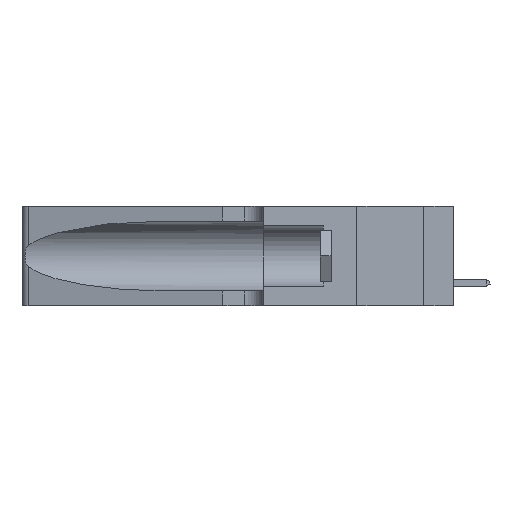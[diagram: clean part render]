
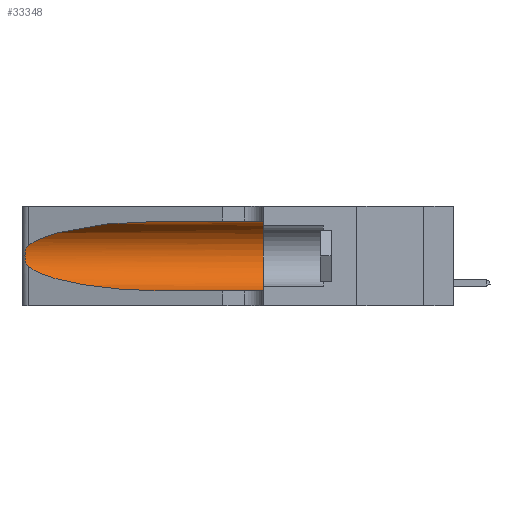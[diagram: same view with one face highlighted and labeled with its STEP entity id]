
A CAD part, left-side view. The second image highlights one B-rep face of the part: STEP entity #33348.
In plain terms, the highlighted cylindrical face has radius 3.308 mm (diameter 6.617 mm), a partial arc.
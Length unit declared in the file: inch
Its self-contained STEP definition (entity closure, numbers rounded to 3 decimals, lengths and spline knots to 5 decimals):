
#867 = EDGE_CURVE ( 'NONE', #11595, #40000, #30113, .T. ) ;
#4142 = ORIENTED_EDGE ( 'NONE', *, *, #10236, .T. ) ;
#4376 = CARTESIAN_POINT ( 'NONE',  ( 0.2373, 1.15595, 0.28018 ) ) ;
#5161 = CARTESIAN_POINT ( 'NONE',  ( 0.1305, 0.72297, 0.05475 ) ) ;
#5896 = VERTEX_POINT ( 'NONE', #40518 ) ;
#6794 = DIRECTION ( 'NONE',  ( 0., -1., 0. ) ) ;
#6969 = FACE_OUTER_BOUND ( 'NONE', #41890, .T. ) ;
#7432 = LINE ( 'NONE', #11198, #16220 ) ;
#7870 = CARTESIAN_POINT ( 'NONE',  ( 0.25487, 1.22718, 0.14631 ) ) ;
#8305 = CARTESIAN_POINT ( 'NONE',  ( 0.1305, 0.72297, 0.31525 ) ) ;
#8411 = CARTESIAN_POINT ( 'NONE',  ( 0.26017, 1.23833, 0.17102 ) ) ;
#8631 = CARTESIAN_POINT ( 'NONE',  ( 0.1305, 0.35, 0.31525 ) ) ;
#9862 = B_SPLINE_CURVE_WITH_KNOTS ( 'NONE', 3,
 ( #12177, #15967, #34864, #35182, #27332, #12658, #27495, #31092, #8411, #38989, #46053, #38659, #16118, #23720 ),
 .UNSPECIFIED., .F., .F.,
 ( 4, 2, 2, 2, 2, 2, 4 ),
 ( 0., 0.00027, 0.00053, 0.00107, 0.0016, 0.00187, 0.00214 ),
 .UNSPECIFIED. ) ;
#10236 = EDGE_CURVE ( 'NONE', #40000, #20105, #46814, .T. ) ;
#11198 = CARTESIAN_POINT ( 'NONE',  ( 0.1305, 1.61858, 0.31525 ) ) ;
#11595 = VERTEX_POINT ( 'NONE', #39155 ) ;
#12177 = CARTESIAN_POINT ( 'NONE',  ( 0.25487, 1.22718, 0.22369 ) ) ;
#12658 = CARTESIAN_POINT ( 'NONE',  ( 0.26018, 1.23835, 0.19895 ) ) ;
#13918 = CARTESIAN_POINT ( 'NONE',  ( 0.1305, 0.72297, 0.31525 ) ) ;
#14599 = ORIENTED_EDGE ( 'NONE', *, *, #46793, .F. ) ;
#15085 = ORIENTED_EDGE ( 'NONE', *, *, #44929, .T. ) ;
#15811 = DIRECTION ( 'NONE',  ( 0., 1., 0. ) ) ;
#15967 = CARTESIAN_POINT ( 'NONE',  ( 0.25555, 1.22994, 0.2215 ) ) ;
#16118 = CARTESIAN_POINT ( 'NONE',  ( 0.25555, 1.22993, 0.14849 ) ) ;
#16128 = DIRECTION ( 'NONE',  ( 0., 0., 1. ) ) ;
#16220 = VECTOR ( 'NONE', #6794, 39.37008 ) ;
#19591 = EDGE_CURVE ( 'NONE', #5896, #11595, #9862, .T. ) ;
#20079 = EDGE_CURVE ( 'NONE', #23346, #48141, #7432, .T. ) ;
#20105 = VERTEX_POINT ( 'NONE', #26217 ) ;
#20738 =( BOUNDED_CURVE ( )  B_SPLINE_CURVE ( 3, ( #8305, #45787, #4376, #34427 ),
 .UNSPECIFIED., .F., .F. ) 
 B_SPLINE_CURVE_WITH_KNOTS ( ( 4, 4 ),
 ( 1.5708, 2.84003 ),
 .UNSPECIFIED. ) 
 CURVE ( )  GEOMETRIC_REPRESENTATION_ITEM ( )  RATIONAL_B_SPLINE_CURVE ( ( 1., 0.87, 0.87, 1. ) ) 
 REPRESENTATION_ITEM ( '' )  );
#21002 = VECTOR ( 'NONE', #23567, 39.37008 ) ;
#22541 = CARTESIAN_POINT ( 'NONE',  ( 0.18966, 0.96281, 0.05475 ) ) ;
#22736 = DIRECTION ( 'NONE',  ( 0., -1., 0. ) ) ;
#23346 = VERTEX_POINT ( 'NONE', #13918 ) ;
#23567 = DIRECTION ( 'NONE',  ( 0., -1., 0. ) ) ;
#23720 = CARTESIAN_POINT ( 'NONE',  ( 0.25487, 1.22718, 0.14631 ) ) ;
#24487 = AXIS2_PLACEMENT_3D ( 'NONE', #37521, #22736, #48741 ) ;
#25216 = AXIS2_PLACEMENT_3D ( 'NONE', #38672, #15811, #16128 ) ;
#26217 = CARTESIAN_POINT ( 'NONE',  ( 0.1305, 0.35, 0.05475 ) ) ;
#27332 = CARTESIAN_POINT ( 'NONE',  ( 0.25854, 1.2359, 0.20912 ) ) ;
#27495 = CARTESIAN_POINT ( 'NONE',  ( 0.26075, 1.23896, 0.19203 ) ) ;
#28150 = CYLINDRICAL_SURFACE ( 'NONE', #24487, 0.13025 ) ;
#30113 =( BOUNDED_CURVE ( )  B_SPLINE_CURVE ( 3, ( #7870, #34135, #22541, #37476 ),
 .UNSPECIFIED., .F., .F. ) 
 B_SPLINE_CURVE_WITH_KNOTS ( ( 4, 4 ),
 ( 3.44316, 4.71239 ),
 .UNSPECIFIED. ) 
 CURVE ( )  GEOMETRIC_REPRESENTATION_ITEM ( )  RATIONAL_B_SPLINE_CURVE ( ( 1., 0.87, 0.87, 1. ) ) 
 REPRESENTATION_ITEM ( '' )  );
#31092 = CARTESIAN_POINT ( 'NONE',  ( 0.26075, 1.23896, 0.178 ) ) ;
#31767 = CIRCLE ( 'NONE', #25216, 0.13025 ) ;
#33348 = ADVANCED_FACE ( 'NONE', ( #6969 ), #28150, .F. ) ;
#33607 = ORIENTED_EDGE ( 'NONE', *, *, #19591, .T. ) ;
#34135 = CARTESIAN_POINT ( 'NONE',  ( 0.2373, 1.15595, 0.08982 ) ) ;
#34427 = CARTESIAN_POINT ( 'NONE',  ( 0.25487, 1.22718, 0.22369 ) ) ;
#34864 = CARTESIAN_POINT ( 'NONE',  ( 0.25639, 1.23184, 0.21858 ) ) ;
#35013 = CARTESIAN_POINT ( 'NONE',  ( 0.1305, 1.61858, 0.05475 ) ) ;
#35182 = CARTESIAN_POINT ( 'NONE',  ( 0.25787, 1.23484, 0.2124 ) ) ;
#35969 = ORIENTED_EDGE ( 'NONE', *, *, #20079, .F. ) ;
#36565 = ORIENTED_EDGE ( 'NONE', *, *, #867, .T. ) ;
#37476 = CARTESIAN_POINT ( 'NONE',  ( 0.1305, 0.72297, 0.05475 ) ) ;
#37521 = CARTESIAN_POINT ( 'NONE',  ( 0.1305, 1.61858, 0.185 ) ) ;
#38659 = CARTESIAN_POINT ( 'NONE',  ( 0.25639, 1.23186, 0.15144 ) ) ;
#38672 = CARTESIAN_POINT ( 'NONE',  ( 0.1305, 0.35, 0.185 ) ) ;
#38989 = CARTESIAN_POINT ( 'NONE',  ( 0.25856, 1.23593, 0.16098 ) ) ;
#39155 = CARTESIAN_POINT ( 'NONE',  ( 0.25487, 1.22718, 0.14631 ) ) ;
#40000 = VERTEX_POINT ( 'NONE', #5161 ) ;
#40518 = CARTESIAN_POINT ( 'NONE',  ( 0.25487, 1.22718, 0.22369 ) ) ;
#41890 = EDGE_LOOP ( 'NONE', ( #15085, #33607, #36565, #4142, #14599, #35969 ) ) ;
#44929 = EDGE_CURVE ( 'NONE', #23346, #5896, #20738, .T. ) ;
#45787 = CARTESIAN_POINT ( 'NONE',  ( 0.18966, 0.96281, 0.31525 ) ) ;
#46053 = CARTESIAN_POINT ( 'NONE',  ( 0.25789, 1.23486, 0.15765 ) ) ;
#46793 = EDGE_CURVE ( 'NONE', #48141, #20105, #31767, .T. ) ;
#46814 = LINE ( 'NONE', #35013, #21002 ) ;
#48141 = VERTEX_POINT ( 'NONE', #8631 ) ;
#48741 = DIRECTION ( 'NONE',  ( 0., 0., -1. ) ) ;
